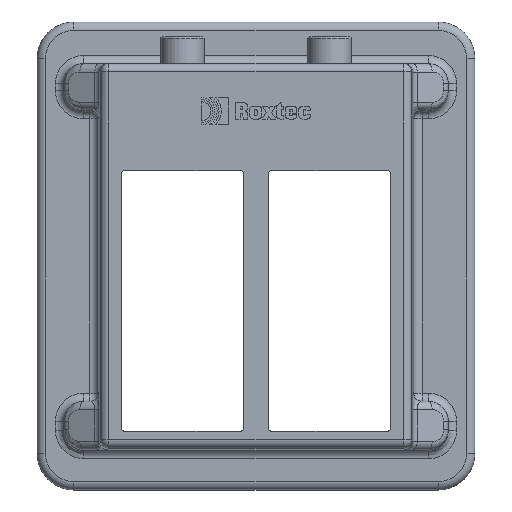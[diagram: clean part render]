
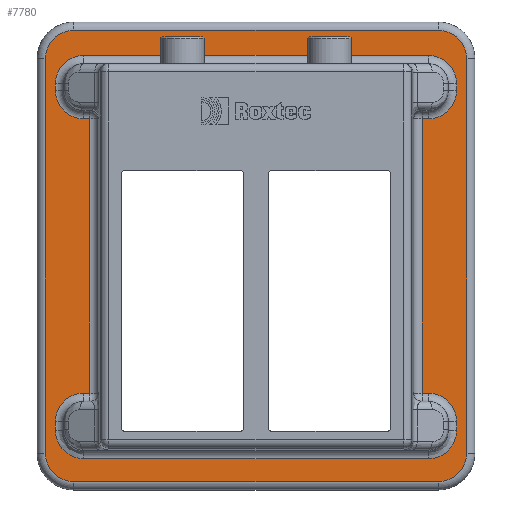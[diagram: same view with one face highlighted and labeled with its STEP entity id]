
A CAD part, top view. The second image highlights one B-rep face of the part: STEP entity #7780.
In plain terms, the highlighted planar face has unit normal (0, 0, 1).
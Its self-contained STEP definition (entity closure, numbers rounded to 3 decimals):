
#177=ELLIPSE('',#8445,8.501,8.5);
#178=ELLIPSE('',#8446,8.501,8.5);
#469=LINE('',#11614,#1113);
#470=LINE('',#11622,#1114);
#471=LINE('',#11630,#1115);
#472=LINE('',#11636,#1116);
#524=LINE('',#12289,#1168);
#525=LINE('',#12293,#1169);
#526=LINE('',#12297,#1170);
#527=LINE('',#12301,#1171);
#528=LINE('',#12305,#1172);
#529=LINE('',#12307,#1173);
#530=LINE('',#12309,#1174);
#531=LINE('',#12313,#1175);
#532=LINE('',#12317,#1176);
#533=LINE('',#12321,#1177);
#534=LINE('',#12325,#1178);
#535=LINE('',#12326,#1179);
#1113=VECTOR('',#9429,10.);
#1114=VECTOR('',#9440,10.);
#1115=VECTOR('',#9451,10.);
#1116=VECTOR('',#9460,10.);
#1168=VECTOR('',#9748,10.);
#1169=VECTOR('',#9751,10.);
#1170=VECTOR('',#9754,10.);
#1171=VECTOR('',#9757,10.);
#1172=VECTOR('',#9760,10.);
#1173=VECTOR('',#9761,10.);
#1174=VECTOR('',#9762,10.);
#1175=VECTOR('',#9765,10.);
#1176=VECTOR('',#9768,10.);
#1177=VECTOR('',#9771,10.);
#1178=VECTOR('',#9774,10.);
#1179=VECTOR('',#9775,10.);
#1729=FACE_BOUND('',#2427,.T.);
#1965=FACE_OUTER_BOUND('',#2426,.T.);
#2426=EDGE_LOOP('',(#5664,#5665,#5666,#5667,#5668,#5669,#5670,#5671));
#2427=EDGE_LOOP('',(#5672,#5673,#5674,#5675,#5676,#5677,#5678,#5679,#5680,
#5681,#5682,#5683,#5684,#5685,#5686,#5687,#5688,#5689,#5690,#5691));
#2818=CIRCLE('',#8309,8.5);
#2821=CIRCLE('',#8314,8.5);
#2824=CIRCLE('',#8319,8.5);
#2827=CIRCLE('',#8324,8.5);
#2878=CIRCLE('',#8444,8.5);
#2879=CIRCLE('',#8447,8.5);
#2880=CIRCLE('',#8448,8.5);
#2881=CIRCLE('',#8449,8.5);
#2882=CIRCLE('',#8450,8.5);
#2883=CIRCLE('',#8451,8.5);
#3180=VERTEX_POINT('',#11606);
#3181=VERTEX_POINT('',#11608);
#3182=VERTEX_POINT('',#11612);
#3183=VERTEX_POINT('',#11616);
#3184=VERTEX_POINT('',#11620);
#3185=VERTEX_POINT('',#11624);
#3186=VERTEX_POINT('',#11628);
#3187=VERTEX_POINT('',#11632);
#3259=VERTEX_POINT('',#12287);
#3260=VERTEX_POINT('',#12288);
#3261=VERTEX_POINT('',#12290);
#3262=VERTEX_POINT('',#12292);
#3263=VERTEX_POINT('',#12294);
#3264=VERTEX_POINT('',#12296);
#3265=VERTEX_POINT('',#12298);
#3266=VERTEX_POINT('',#12300);
#3267=VERTEX_POINT('',#12302);
#3268=VERTEX_POINT('',#12304);
#3269=VERTEX_POINT('',#12306);
#3270=VERTEX_POINT('',#12308);
#3271=VERTEX_POINT('',#12310);
#3272=VERTEX_POINT('',#12312);
#3273=VERTEX_POINT('',#12314);
#3274=VERTEX_POINT('',#12316);
#3275=VERTEX_POINT('',#12318);
#3276=VERTEX_POINT('',#12320);
#3277=VERTEX_POINT('',#12322);
#3278=VERTEX_POINT('',#12324);
#3998=EDGE_CURVE('',#3181,#3180,#2818,.T.);
#4000=EDGE_CURVE('',#3182,#3181,#469,.T.);
#4002=EDGE_CURVE('',#3183,#3182,#2821,.T.);
#4004=EDGE_CURVE('',#3184,#3183,#470,.T.);
#4006=EDGE_CURVE('',#3185,#3184,#2824,.T.);
#4008=EDGE_CURVE('',#3186,#3185,#471,.T.);
#4010=EDGE_CURVE('',#3187,#3186,#2827,.T.);
#4011=EDGE_CURVE('',#3180,#3187,#472,.T.);
#4139=EDGE_CURVE('',#3259,#3260,#524,.T.);
#4140=EDGE_CURVE('',#3261,#3259,#2878,.T.);
#4141=EDGE_CURVE('',#3262,#3261,#525,.T.);
#4142=EDGE_CURVE('',#3263,#3262,#177,.T.);
#4143=EDGE_CURVE('',#3264,#3263,#526,.T.);
#4144=EDGE_CURVE('',#3265,#3264,#178,.T.);
#4145=EDGE_CURVE('',#3266,#3265,#527,.T.);
#4146=EDGE_CURVE('',#3267,#3266,#2879,.T.);
#4147=EDGE_CURVE('',#3268,#3267,#528,.T.);
#4148=EDGE_CURVE('',#3269,#3268,#529,.T.);
#4149=EDGE_CURVE('',#3270,#3269,#530,.T.);
#4150=EDGE_CURVE('',#3271,#3270,#2880,.T.);
#4151=EDGE_CURVE('',#3272,#3271,#531,.T.);
#4152=EDGE_CURVE('',#3273,#3272,#2881,.T.);
#4153=EDGE_CURVE('',#3274,#3273,#532,.T.);
#4154=EDGE_CURVE('',#3275,#3274,#2882,.T.);
#4155=EDGE_CURVE('',#3276,#3275,#533,.T.);
#4156=EDGE_CURVE('',#3277,#3276,#2883,.T.);
#4157=EDGE_CURVE('',#3278,#3277,#534,.T.);
#4158=EDGE_CURVE('',#3260,#3278,#535,.T.);
#5664=ORIENTED_EDGE('',*,*,#4011,.F.);
#5665=ORIENTED_EDGE('',*,*,#3998,.F.);
#5666=ORIENTED_EDGE('',*,*,#4000,.F.);
#5667=ORIENTED_EDGE('',*,*,#4002,.F.);
#5668=ORIENTED_EDGE('',*,*,#4004,.F.);
#5669=ORIENTED_EDGE('',*,*,#4006,.F.);
#5670=ORIENTED_EDGE('',*,*,#4008,.F.);
#5671=ORIENTED_EDGE('',*,*,#4010,.F.);
#5672=ORIENTED_EDGE('',*,*,#4139,.F.);
#5673=ORIENTED_EDGE('',*,*,#4140,.F.);
#5674=ORIENTED_EDGE('',*,*,#4141,.F.);
#5675=ORIENTED_EDGE('',*,*,#4142,.F.);
#5676=ORIENTED_EDGE('',*,*,#4143,.F.);
#5677=ORIENTED_EDGE('',*,*,#4144,.F.);
#5678=ORIENTED_EDGE('',*,*,#4145,.F.);
#5679=ORIENTED_EDGE('',*,*,#4146,.F.);
#5680=ORIENTED_EDGE('',*,*,#4147,.F.);
#5681=ORIENTED_EDGE('',*,*,#4148,.F.);
#5682=ORIENTED_EDGE('',*,*,#4149,.F.);
#5683=ORIENTED_EDGE('',*,*,#4150,.F.);
#5684=ORIENTED_EDGE('',*,*,#4151,.F.);
#5685=ORIENTED_EDGE('',*,*,#4152,.F.);
#5686=ORIENTED_EDGE('',*,*,#4153,.F.);
#5687=ORIENTED_EDGE('',*,*,#4154,.F.);
#5688=ORIENTED_EDGE('',*,*,#4155,.F.);
#5689=ORIENTED_EDGE('',*,*,#4156,.F.);
#5690=ORIENTED_EDGE('',*,*,#4157,.F.);
#5691=ORIENTED_EDGE('',*,*,#4158,.F.);
#6983=PLANE('',#8443);
#7780=ADVANCED_FACE('',(#1965,#1729),#6983,.F.);
#8309=AXIS2_PLACEMENT_3D('',#11610,#9423,#9424);
#8314=AXIS2_PLACEMENT_3D('',#11618,#9434,#9435);
#8319=AXIS2_PLACEMENT_3D('',#11626,#9445,#9446);
#8324=AXIS2_PLACEMENT_3D('',#11634,#9456,#9457);
#8443=AXIS2_PLACEMENT_3D('',#12286,#9746,#9747);
#8444=AXIS2_PLACEMENT_3D('',#12291,#9749,#9750);
#8445=AXIS2_PLACEMENT_3D('',#12295,#9752,#9753);
#8446=AXIS2_PLACEMENT_3D('',#12299,#9755,#9756);
#8447=AXIS2_PLACEMENT_3D('',#12303,#9758,#9759);
#8448=AXIS2_PLACEMENT_3D('',#12311,#9763,#9764);
#8449=AXIS2_PLACEMENT_3D('',#12315,#9766,#9767);
#8450=AXIS2_PLACEMENT_3D('',#12319,#9769,#9770);
#8451=AXIS2_PLACEMENT_3D('',#12323,#9772,#9773);
#9423=DIRECTION('center_axis',(0.,0.,-1.));
#9424=DIRECTION('ref_axis',(0.707,0.707,0.));
#9429=DIRECTION('',(1.,0.,0.));
#9434=DIRECTION('center_axis',(0.,0.,-1.));
#9435=DIRECTION('ref_axis',(-0.707,0.707,0.));
#9440=DIRECTION('',(0.,1.,0.));
#9445=DIRECTION('center_axis',(0.,0.,-1.));
#9446=DIRECTION('ref_axis',(-0.707,-0.707,0.));
#9451=DIRECTION('',(-1.,0.,0.));
#9456=DIRECTION('center_axis',(0.,0.,-1.));
#9457=DIRECTION('ref_axis',(0.707,-0.707,0.));
#9460=DIRECTION('',(0.,-1.,0.));
#9746=DIRECTION('center_axis',(0.,0.,-1.));
#9747=DIRECTION('ref_axis',(-1.,0.,0.));
#9748=DIRECTION('',(-1.,0.,0.));
#9749=DIRECTION('center_axis',(0.,0.,1.));
#9750=DIRECTION('ref_axis',(0.707,0.707,0.));
#9751=DIRECTION('',(0.,1.,0.));
#9752=DIRECTION('center_axis',(0.,0.,1.));
#9753=DIRECTION('ref_axis',(0.,-1.,0.));
#9754=DIRECTION('',(1.,0.,0.));
#9755=DIRECTION('center_axis',(0.,0.,1.));
#9756=DIRECTION('ref_axis',(0.,-1.,0.));
#9757=DIRECTION('',(0.,-1.,0.));
#9758=DIRECTION('center_axis',(0.,0.,1.));
#9759=DIRECTION('ref_axis',(-0.707,0.707,0.));
#9760=DIRECTION('',(-1.,0.,0.));
#9761=DIRECTION('',(0.,-1.,0.));
#9762=DIRECTION('',(1.,0.,0.));
#9763=DIRECTION('center_axis',(0.,0.,1.));
#9764=DIRECTION('ref_axis',(-0.707,-0.707,0.));
#9765=DIRECTION('',(0.,-1.,0.));
#9766=DIRECTION('center_axis',(0.,0.,1.));
#9767=DIRECTION('ref_axis',(-0.707,0.707,0.));
#9768=DIRECTION('',(-1.,0.,0.));
#9769=DIRECTION('center_axis',(0.,0.,1.));
#9770=DIRECTION('ref_axis',(0.707,0.707,0.));
#9771=DIRECTION('',(0.,1.,0.));
#9772=DIRECTION('center_axis',(0.,0.,1.));
#9773=DIRECTION('ref_axis',(0.707,-0.707,0.));
#9774=DIRECTION('',(1.,0.,0.));
#9775=DIRECTION('',(0.,1.,0.));
#11606=CARTESIAN_POINT('',(63.,59.,-37.));
#11608=CARTESIAN_POINT('',(54.5,67.5,-37.));
#11610=CARTESIAN_POINT('Origin',(54.5,59.,-37.));
#11612=CARTESIAN_POINT('',(-54.5,67.5,-37.));
#11614=CARTESIAN_POINT('',(-32.75,67.5,-37.));
#11616=CARTESIAN_POINT('',(-63.,59.,-37.));
#11618=CARTESIAN_POINT('Origin',(-54.5,59.,-37.));
#11620=CARTESIAN_POINT('',(-63.,-59.,-37.));
#11622=CARTESIAN_POINT('',(-63.,-32.5,-37.));
#11624=CARTESIAN_POINT('',(-54.5,-67.5,-37.));
#11626=CARTESIAN_POINT('Origin',(-54.5,-59.,-37.));
#11628=CARTESIAN_POINT('',(54.5,-67.5,-37.));
#11630=CARTESIAN_POINT('',(32.75,-67.5,-37.));
#11632=CARTESIAN_POINT('',(63.,-59.,-37.));
#11634=CARTESIAN_POINT('Origin',(54.5,-59.,-37.));
#11636=CARTESIAN_POINT('',(63.,32.5,-37.));
#12286=CARTESIAN_POINT('Origin',(0.,0.,
-37.));
#12287=CARTESIAN_POINT('',(51.5,-41.,-37.));
#12288=CARTESIAN_POINT('',(49.672,-41.,-37.));
#12289=CARTESIAN_POINT('',(23.25,-41.,-37.));
#12290=CARTESIAN_POINT('',(60.,-49.5,-37.));
#12291=CARTESIAN_POINT('Origin',(51.5,-49.5,-37.));
#12292=CARTESIAN_POINT('',(60.,-52.171,-37.));
#12293=CARTESIAN_POINT('',(60.,-21.75,-37.));
#12294=CARTESIAN_POINT('',(51.5,-60.672,-37.));
#12295=CARTESIAN_POINT('Origin',(51.5,-52.171,-37.));
#12296=CARTESIAN_POINT('',(-51.5,-60.672,-37.));
#12297=CARTESIAN_POINT('',(23.25,-60.672,-37.));
#12298=CARTESIAN_POINT('',(-60.,-52.171,-37.));
#12299=CARTESIAN_POINT('Origin',(-51.5,-52.171,-37.));
#12300=CARTESIAN_POINT('',(-60.,-49.5,-37.));
#12301=CARTESIAN_POINT('',(-60.,-21.75,-37.));
#12302=CARTESIAN_POINT('',(-51.5,-41.,-37.));
#12303=CARTESIAN_POINT('Origin',(-51.5,-49.5,-37.));
#12304=CARTESIAN_POINT('',(-49.672,-41.,-37.));
#12305=CARTESIAN_POINT('',(-23.25,-41.,-37.));
#12306=CARTESIAN_POINT('',(-49.672,41.,-37.));
#12307=CARTESIAN_POINT('',(-49.672,-28.75,-37.));
#12308=CARTESIAN_POINT('',(-51.5,41.,-37.));
#12309=CARTESIAN_POINT('',(-23.25,41.,-37.));
#12310=CARTESIAN_POINT('',(-60.,49.5,-37.));
#12311=CARTESIAN_POINT('Origin',(-51.5,49.5,-37.));
#12312=CARTESIAN_POINT('',(-60.,51.5,-37.));
#12313=CARTESIAN_POINT('',(-60.,21.75,-37.));
#12314=CARTESIAN_POINT('',(-51.5,60.,-37.));
#12315=CARTESIAN_POINT('Origin',(-51.5,51.5,-37.));
#12316=CARTESIAN_POINT('',(51.5,60.,-37.));
#12317=CARTESIAN_POINT('',(-23.25,60.,-37.));
#12318=CARTESIAN_POINT('',(60.,51.5,-37.));
#12319=CARTESIAN_POINT('Origin',(51.5,51.5,-37.));
#12320=CARTESIAN_POINT('',(60.,49.5,-37.));
#12321=CARTESIAN_POINT('',(60.,21.75,-37.));
#12322=CARTESIAN_POINT('',(51.5,41.,-37.));
#12323=CARTESIAN_POINT('Origin',(51.5,49.5,-37.));
#12324=CARTESIAN_POINT('',(49.672,41.,-37.));
#12325=CARTESIAN_POINT('',(23.25,41.,-37.));
#12326=CARTESIAN_POINT('',(49.672,28.75,-37.));
